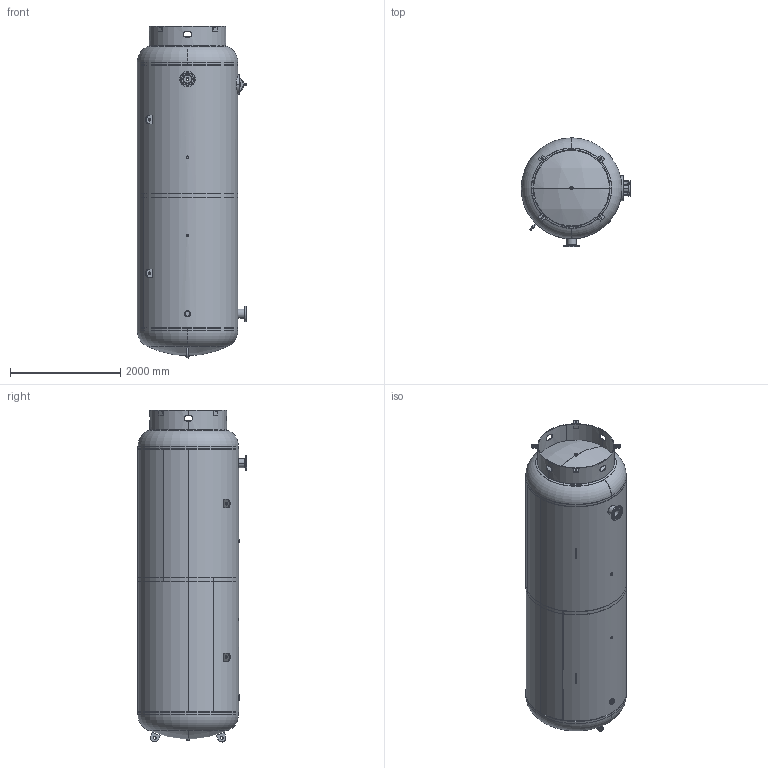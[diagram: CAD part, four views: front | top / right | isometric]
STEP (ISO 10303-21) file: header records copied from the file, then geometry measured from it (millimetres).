
FILE_DESCRIPTION (( 'STEP AP214' ), '1' );
FILE_NAME ('302457.STEP', '2025-06-26T22:02:27', ( '' ), ( '' ), 'SwSTEP 2.0', 'SolidWorks 2022', '' );
FILE_SCHEMA (( 'AUTOMOTIVE_DESIGN' ));
Length unit declared in the file: inch
Products named in the file (1): 302457
Bounding box: 1990.63 x 1996.77 x 6035.62 mm (x, y, z)
Surface area: 73352824.3 mm2 (no closed solid volume)
Topology: 0 solids, 44 shells, 340 faces, 1052 edges, 746 vertices
Faces by surface type: cylinder 151, plane 124, torus 38, bspline 15, sphere 8, cone 4
Entity records: 22788 total; most frequent: CARTESIAN_POINT 8975, DIRECTION 2025, ORIENTED_EDGE 1736, EDGE_CURVE 1052, AXIS2_PLACEMENT_3D 798, VERTEX_POINT 746, CIRCLE 472, LINE 429
